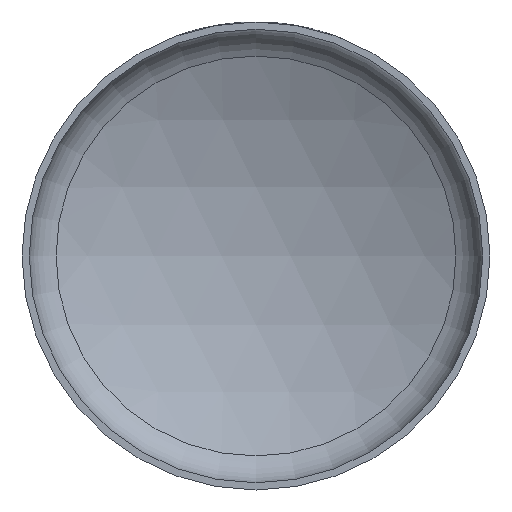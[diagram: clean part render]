
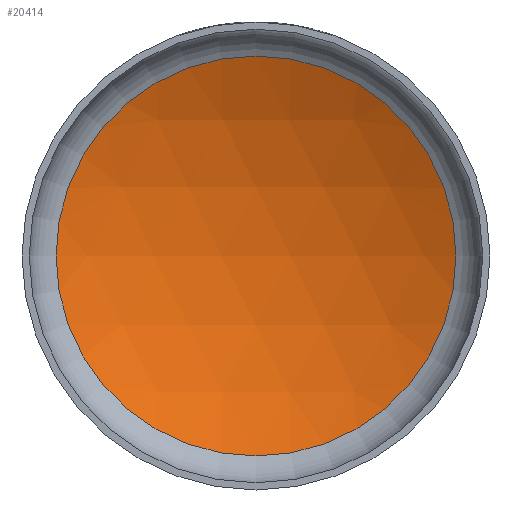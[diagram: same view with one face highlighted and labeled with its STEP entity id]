
A CAD part, front view. The second image highlights one B-rep face of the part: STEP entity #20414.
In plain terms, the highlighted spherical face has radius 323.9 mm.
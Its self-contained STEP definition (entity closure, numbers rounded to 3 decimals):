
#3285 = CARTESIAN_POINT ( 'NONE',  ( 0., 49.284, -138.4 ) ) ;
#4889 = DIRECTION ( 'NONE',  ( 0., 0., -1. ) ) ;
#5356 = CIRCLE ( 'NONE', #16952, 138.4 ) ;
#7794 = AXIS2_PLACEMENT_3D ( 'NONE', #20938, #8746, #30691 ) ;
#8746 = DIRECTION ( 'NONE',  ( 0., 0., 1. ) ) ;
#12553 = DIRECTION ( 'NONE',  ( 0., -1., 0. ) ) ;
#13066 = ORIENTED_EDGE ( 'NONE', *, *, #24041, .T. ) ;
#13579 = VERTEX_POINT ( 'NONE', #3285 ) ;
#16952 = AXIS2_PLACEMENT_3D ( 'NONE', #29652, #12553, #4889 ) ;
#19797 = EDGE_LOOP ( 'NONE', ( #13066 ) ) ;
#20414 = ADVANCED_FACE ( 'NONE', ( #29471 ), #20537, .F. ) ;
#20537 = SPHERICAL_SURFACE ( 'NONE', #7794, 323.9 ) ;
#20938 = CARTESIAN_POINT ( 'NONE',  ( 0., -243.558, 0. ) ) ;
#24041 = EDGE_CURVE ( 'NONE', #13579, #13579, #5356, .T. ) ;
#29471 = FACE_OUTER_BOUND ( 'NONE', #19797, .T. ) ;
#29652 = CARTESIAN_POINT ( 'NONE',  ( 0., 49.284, 0. ) ) ;
#30691 = DIRECTION ( 'NONE',  ( 1., 0., 0. ) ) ;
